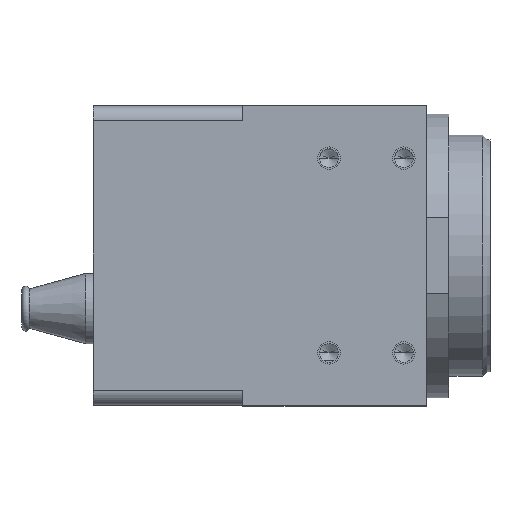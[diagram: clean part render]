
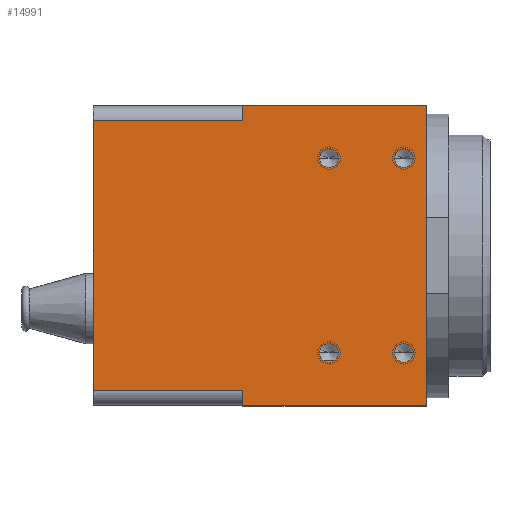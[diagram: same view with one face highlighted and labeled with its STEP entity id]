
A CAD part, top view. The second image highlights one B-rep face of the part: STEP entity #14991.
In plain terms, the highlighted planar face has unit normal (0, 0, 1).
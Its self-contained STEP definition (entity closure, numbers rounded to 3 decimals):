
#1713=DIRECTION('',(1.,0.,0.));
#1714=VECTOR('',#1713,24.5);
#1715=CARTESIAN_POINT('',(1.5,-20.,38.));
#1716=LINE('',#1715,#1714);
#2863=DIRECTION('',(0.,-1.,0.));
#2864=VECTOR('',#2863,36.);
#2865=CARTESIAN_POINT('',(-18.5,18.,38.));
#2866=LINE('',#2865,#2864);
#4354=DIRECTION('',(0.,-1.,0.));
#4355=VECTOR('',#4354,40.);
#4356=CARTESIAN_POINT('',(26.,20.,38.));
#4357=LINE('',#4356,#4355);
#4584=CARTESIAN_POINT('',(23.,-13.,38.));
#4585=DIRECTION('',(0.,0.,1.));
#4586=DIRECTION('',(-1.,0.,0.));
#4587=AXIS2_PLACEMENT_3D('',#4584,#4585,#4586);
#4589=CARTESIAN_POINT('',(23.,-13.,38.));
#4590=DIRECTION('',(0.,0.,1.));
#4591=DIRECTION('',(1.,0.,0.));
#4592=AXIS2_PLACEMENT_3D('',#4589,#4590,#4591);
#4594=CARTESIAN_POINT('',(13.,-13.,38.));
#4595=DIRECTION('',(0.,0.,1.));
#4596=DIRECTION('',(-1.,0.,0.));
#4597=AXIS2_PLACEMENT_3D('',#4594,#4595,#4596);
#4599=CARTESIAN_POINT('',(13.,-13.,38.));
#4600=DIRECTION('',(0.,0.,1.));
#4601=DIRECTION('',(1.,0.,0.));
#4602=AXIS2_PLACEMENT_3D('',#4599,#4600,#4601);
#4604=CARTESIAN_POINT('',(23.,13.,38.));
#4605=DIRECTION('',(0.,0.,-1.));
#4606=DIRECTION('',(-1.,0.,0.));
#4607=AXIS2_PLACEMENT_3D('',#4604,#4605,#4606);
#4609=CARTESIAN_POINT('',(23.,13.,38.));
#4610=DIRECTION('',(0.,0.,-1.));
#4611=DIRECTION('',(1.,0.,0.));
#4612=AXIS2_PLACEMENT_3D('',#4609,#4610,#4611);
#4614=CARTESIAN_POINT('',(13.,13.,38.));
#4615=DIRECTION('',(0.,0.,-1.));
#4616=DIRECTION('',(-1.,0.,0.));
#4617=AXIS2_PLACEMENT_3D('',#4614,#4615,#4616);
#4619=CARTESIAN_POINT('',(13.,13.,38.));
#4620=DIRECTION('',(0.,0.,-1.));
#4621=DIRECTION('',(1.,0.,0.));
#4622=AXIS2_PLACEMENT_3D('',#4619,#4620,#4621);
#4624=DIRECTION('',(0.,-1.,0.));
#4625=VECTOR('',#4624,2.);
#4626=CARTESIAN_POINT('',(1.5,-18.,38.));
#4627=LINE('',#4626,#4625);
#4628=DIRECTION('',(-1.,0.,0.));
#4629=VECTOR('',#4628,20.);
#4630=CARTESIAN_POINT('',(1.5,-18.,38.));
#4631=LINE('',#4630,#4629);
#4632=DIRECTION('',(-1.,0.,0.));
#4633=VECTOR('',#4632,20.);
#4634=CARTESIAN_POINT('',(1.5,18.,38.));
#4635=LINE('',#4634,#4633);
#4636=DIRECTION('',(0.,-1.,0.));
#4637=VECTOR('',#4636,2.);
#4638=CARTESIAN_POINT('',(1.5,20.,38.));
#4639=LINE('',#4638,#4637);
#4640=DIRECTION('',(1.,0.,0.));
#4641=VECTOR('',#4640,24.5);
#4642=CARTESIAN_POINT('',(1.5,20.,38.));
#4643=LINE('',#4642,#4641);
#7487=CARTESIAN_POINT('',(26.,20.,38.));
#7489=VERTEX_POINT('',#7487);
#7490=CARTESIAN_POINT('',(26.,-20.,38.));
#7491=VERTEX_POINT('',#7490);
#7498=CARTESIAN_POINT('',(1.5,20.,38.));
#7499=VERTEX_POINT('',#7498);
#7500=CARTESIAN_POINT('',(1.5,-20.,38.));
#7501=VERTEX_POINT('',#7500);
#7858=CARTESIAN_POINT('',(21.75,-13.,38.));
#7859=CARTESIAN_POINT('',(24.25,-13.,38.));
#7860=VERTEX_POINT('',#7858);
#7861=VERTEX_POINT('',#7859);
#7868=CARTESIAN_POINT('',(21.75,13.,38.));
#7869=CARTESIAN_POINT('',(24.25,13.,38.));
#7870=VERTEX_POINT('',#7868);
#7871=VERTEX_POINT('',#7869);
#7878=CARTESIAN_POINT('',(11.75,13.,38.));
#7879=CARTESIAN_POINT('',(14.25,13.,38.));
#7880=VERTEX_POINT('',#7878);
#7881=VERTEX_POINT('',#7879);
#7888=CARTESIAN_POINT('',(11.75,-13.,38.));
#7889=CARTESIAN_POINT('',(14.25,-13.,38.));
#7890=VERTEX_POINT('',#7888);
#7891=VERTEX_POINT('',#7889);
#8824=CARTESIAN_POINT('',(-18.5,18.,38.));
#8826=VERTEX_POINT('',#8824);
#8829=CARTESIAN_POINT('',(-18.5,-18.,38.));
#8831=VERTEX_POINT('',#8829);
#9140=CARTESIAN_POINT('',(1.5,18.,38.));
#9142=VERTEX_POINT('',#9140);
#9145=CARTESIAN_POINT('',(1.5,-18.,38.));
#9147=VERTEX_POINT('',#9145);
#14950=CARTESIAN_POINT('',(0.,20.,38.));
#14951=DIRECTION('',(0.,0.,1.));
#14952=DIRECTION('',(0.,-1.,0.));
#14953=AXIS2_PLACEMENT_3D('',#14950,#14951,#14952);
#14954=PLANE('',#14953);
#14955=ORIENTED_EDGE('',*,*,#10248,.F.);
#14957=ORIENTED_EDGE('',*,*,#14956,.T.);
#14958=ORIENTED_EDGE('',*,*,#12682,.F.);
#14960=ORIENTED_EDGE('',*,*,#14959,.F.);
#14961=ORIENTED_EDGE('',*,*,#10236,.F.);
#14962=ORIENTED_EDGE('',*,*,#13327,.T.);
#14963=ORIENTED_EDGE('',*,*,#14640,.T.);
#14964=ORIENTED_EDGE('',*,*,#12000,.F.);
#14965=EDGE_LOOP('',(#14955,#14957,#14958,#14960,#14961,#14962,#14963,#14964));
#14966=FACE_OUTER_BOUND('',#14965,.F.);
#14968=ORIENTED_EDGE('',*,*,#14967,.T.);
#14970=ORIENTED_EDGE('',*,*,#14969,.T.);
#14971=EDGE_LOOP('',(#14968,#14970));
#14972=FACE_BOUND('',#14971,.F.);
#14974=ORIENTED_EDGE('',*,*,#14973,.T.);
#14976=ORIENTED_EDGE('',*,*,#14975,.T.);
#14977=EDGE_LOOP('',(#14974,#14976));
#14978=FACE_BOUND('',#14977,.F.);
#14980=ORIENTED_EDGE('',*,*,#14979,.F.);
#14982=ORIENTED_EDGE('',*,*,#14981,.F.);
#14983=EDGE_LOOP('',(#14980,#14982));
#14984=FACE_BOUND('',#14983,.F.);
#14986=ORIENTED_EDGE('',*,*,#14985,.F.);
#14988=ORIENTED_EDGE('',*,*,#14987,.F.);
#14989=EDGE_LOOP('',(#14986,#14988));
#14990=FACE_BOUND('',#14989,.F.);
#14991=ADVANCED_FACE('',(#14966,#14972,#14978,#14984,#14990),#14954,.T.);
#4588=CIRCLE('',#4587,1.25);
#4593=CIRCLE('',#4592,1.25);
#4598=CIRCLE('',#4597,1.25);
#4603=CIRCLE('',#4602,1.25);
#4608=CIRCLE('',#4607,1.25);
#4613=CIRCLE('',#4612,1.25);
#4618=CIRCLE('',#4617,1.25);
#4623=CIRCLE('',#4622,1.25);
#10236=EDGE_CURVE('',#7499,#9142,#4639,.T.);
#10248=EDGE_CURVE('',#9147,#7501,#4627,.T.);
#12000=EDGE_CURVE('',#7501,#7491,#1716,.T.);
#12682=EDGE_CURVE('',#8826,#8831,#2866,.T.);
#13327=EDGE_CURVE('',#7499,#7489,#4643,.T.);
#14640=EDGE_CURVE('',#7489,#7491,#4357,.T.);
#14956=EDGE_CURVE('',#9147,#8831,#4631,.T.);
#14959=EDGE_CURVE('',#9142,#8826,#4635,.T.);
#14967=EDGE_CURVE('',#7860,#7861,#4588,.T.);
#14969=EDGE_CURVE('',#7861,#7860,#4593,.T.);
#14973=EDGE_CURVE('',#7890,#7891,#4598,.T.);
#14975=EDGE_CURVE('',#7891,#7890,#4603,.T.);
#14979=EDGE_CURVE('',#7870,#7871,#4608,.T.);
#14981=EDGE_CURVE('',#7871,#7870,#4613,.T.);
#14985=EDGE_CURVE('',#7880,#7881,#4618,.T.);
#14987=EDGE_CURVE('',#7881,#7880,#4623,.T.);
